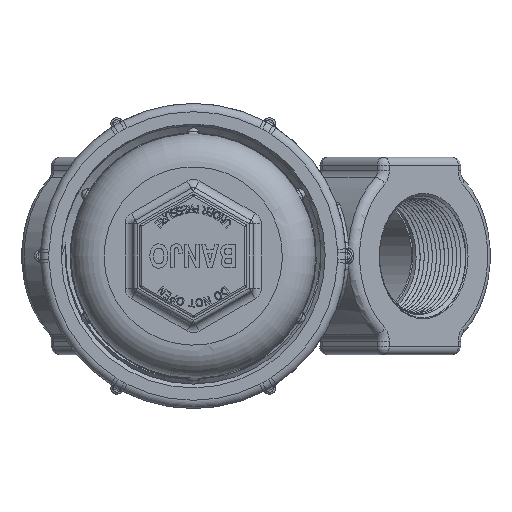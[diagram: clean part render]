
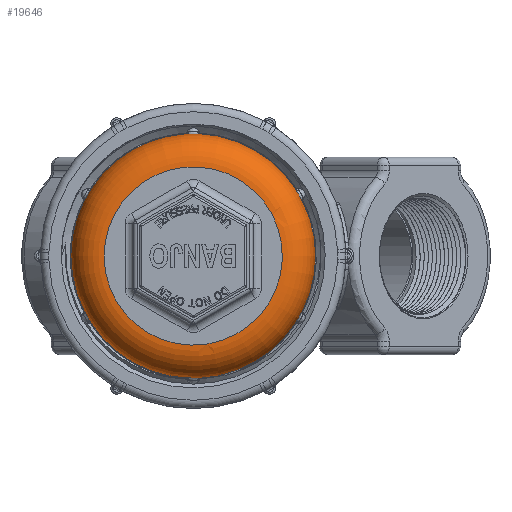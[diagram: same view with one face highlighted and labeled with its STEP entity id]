
A CAD part, front view. The second image highlights one B-rep face of the part: STEP entity #19646.
In plain terms, the highlighted toroidal (fillet/blend) face has major radius 34.319 mm and minor radius 12.7 mm.
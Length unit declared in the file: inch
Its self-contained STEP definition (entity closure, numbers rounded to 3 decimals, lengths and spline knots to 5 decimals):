
#214=TOROIDAL_SURFACE('',#21607,1.35115,0.5);
#4046=CIRCLE('',#21390,1.35115);
#4162=CIRCLE('',#21608,1.85115);
#4163=CIRCLE('',#21609,1.85115);
#4164=CIRCLE('',#21610,1.85115);
#4165=CIRCLE('',#21611,1.85115);
#4166=CIRCLE('',#21612,1.85115);
#4167=CIRCLE('',#21613,1.85115);
#4321=FACE_BOUND('',#6294,.T.);
#5037=FACE_OUTER_BOUND('',#6293,.T.);
#6293=EDGE_LOOP('',(#15891,#15892,#15893,#15894,#15895,#15896,#15897,#15898,
#15899,#15900,#15901,#15902));
#6294=EDGE_LOOP('',(#15903));
#7186=B_SPLINE_CURVE_WITH_KNOTS('',3,(#40978,#40979,#40980,#40981,#40982,
#40983),.UNSPECIFIED.,.F.,.F.,(4,1,1,4),(-2.97563,-2.70553,
-2.52547,-2.3454),.UNSPECIFIED.);
#7190=B_SPLINE_CURVE_WITH_KNOTS('',3,(#41040,#41041,#41042,#41043,#41044,
#41045),.UNSPECIFIED.,.F.,.F.,(4,1,1,4),(-0.63023,-0.45016,
-0.2701,0.),.UNSPECIFIED.);
#7191=B_SPLINE_CURVE_WITH_KNOTS('',3,(#41049,#41050,#41051,#41052,#41053,
#41054),.UNSPECIFIED.,.F.,.F.,(4,1,1,4),(-2.97563,-2.79557,
-2.6155,-2.3454),.UNSPECIFIED.);
#7192=B_SPLINE_CURVE_WITH_KNOTS('',3,(#41058,#41059,#41060,#41061,#41062,
#41063),.UNSPECIFIED.,.F.,.F.,(4,1,1,4),(-2.97563,-2.79557,
-2.6155,-2.3454),.UNSPECIFIED.);
#7193=B_SPLINE_CURVE_WITH_KNOTS('',3,(#41067,#41068,#41069,#41070,#41071,
#41072),.UNSPECIFIED.,.F.,.F.,(4,1,1,4),(-0.63023,-0.45016,
-0.2701,0.),.UNSPECIFIED.);
#7194=B_SPLINE_CURVE_WITH_KNOTS('',3,(#41076,#41077,#41078,#41079,#41080,
#41081),.UNSPECIFIED.,.F.,.F.,(4,1,1,4),(-2.97563,-2.79557,
-2.6155,-2.3454),.UNSPECIFIED.);
#8780=VERTEX_POINT('',#40139);
#8911=VERTEX_POINT('',#40935);
#8913=VERTEX_POINT('',#40976);
#8914=VERTEX_POINT('',#41037);
#8915=VERTEX_POINT('',#41039);
#8916=VERTEX_POINT('',#41046);
#8917=VERTEX_POINT('',#41048);
#8918=VERTEX_POINT('',#41055);
#8919=VERTEX_POINT('',#41057);
#8920=VERTEX_POINT('',#41064);
#8921=VERTEX_POINT('',#41066);
#8922=VERTEX_POINT('',#41073);
#8923=VERTEX_POINT('',#41075);
#11154=EDGE_CURVE('',#8780,#8780,#4046,.T.);
#11386=EDGE_CURVE('',#8913,#8911,#7186,.T.);
#11392=EDGE_CURVE('',#8914,#8913,#4162,.T.);
#11393=EDGE_CURVE('',#8915,#8914,#7190,.T.);
#11394=EDGE_CURVE('',#8916,#8915,#4163,.T.);
#11395=EDGE_CURVE('',#8917,#8916,#7191,.T.);
#11396=EDGE_CURVE('',#8918,#8917,#4164,.T.);
#11397=EDGE_CURVE('',#8919,#8918,#7192,.T.);
#11398=EDGE_CURVE('',#8920,#8919,#4165,.T.);
#11399=EDGE_CURVE('',#8921,#8920,#7193,.T.);
#11400=EDGE_CURVE('',#8922,#8921,#4166,.T.);
#11401=EDGE_CURVE('',#8923,#8922,#7194,.T.);
#11402=EDGE_CURVE('',#8911,#8923,#4167,.T.);
#15891=ORIENTED_EDGE('',*,*,#11386,.F.);
#15892=ORIENTED_EDGE('',*,*,#11392,.F.);
#15893=ORIENTED_EDGE('',*,*,#11393,.F.);
#15894=ORIENTED_EDGE('',*,*,#11394,.F.);
#15895=ORIENTED_EDGE('',*,*,#11395,.F.);
#15896=ORIENTED_EDGE('',*,*,#11396,.F.);
#15897=ORIENTED_EDGE('',*,*,#11397,.F.);
#15898=ORIENTED_EDGE('',*,*,#11398,.F.);
#15899=ORIENTED_EDGE('',*,*,#11399,.F.);
#15900=ORIENTED_EDGE('',*,*,#11400,.F.);
#15901=ORIENTED_EDGE('',*,*,#11401,.F.);
#15902=ORIENTED_EDGE('',*,*,#11402,.F.);
#15903=ORIENTED_EDGE('',*,*,#11154,.T.);
#19646=ADVANCED_FACE('',(#5037,#4321),#214,.T.);
#21390=AXIS2_PLACEMENT_3D('',#40140,#24793,#24794);
#21607=AXIS2_PLACEMENT_3D('',#41036,#25317,#25318);
#21608=AXIS2_PLACEMENT_3D('',#41038,#25319,#25320);
#21609=AXIS2_PLACEMENT_3D('',#41047,#25321,#25322);
#21610=AXIS2_PLACEMENT_3D('',#41056,#25323,#25324);
#21611=AXIS2_PLACEMENT_3D('',#41065,#25325,#25326);
#21612=AXIS2_PLACEMENT_3D('',#41074,#25327,#25328);
#21613=AXIS2_PLACEMENT_3D('',#41082,#25329,#25330);
#24793=DIRECTION('center_axis',(0.,1.,0.));
#24794=DIRECTION('ref_axis',(-1.,0.,0.));
#25317=DIRECTION('center_axis',(0.,1.,0.));
#25318=DIRECTION('ref_axis',(0.,0.,1.));
#25319=DIRECTION('center_axis',(0.,1.,0.));
#25320=DIRECTION('ref_axis',(-1.,0.,0.));
#25321=DIRECTION('center_axis',(0.,1.,0.));
#25322=DIRECTION('ref_axis',(-1.,0.,0.));
#25323=DIRECTION('center_axis',(0.,1.,0.));
#25324=DIRECTION('ref_axis',(-1.,0.,0.));
#25325=DIRECTION('center_axis',(0.,1.,0.));
#25326=DIRECTION('ref_axis',(-1.,0.,0.));
#25327=DIRECTION('center_axis',(0.,1.,0.));
#25328=DIRECTION('ref_axis',(-1.,0.,0.));
#25329=DIRECTION('center_axis',(0.,1.,0.));
#25330=DIRECTION('ref_axis',(-1.,0.,0.));
#40139=CARTESIAN_POINT('',(-1.35115,-3.44,0.));
#40140=CARTESIAN_POINT('Origin',(0.,-3.44,0.));
#40935=CARTESIAN_POINT('',(-1.54725,-2.94,1.01625));
#40976=CARTESIAN_POINT('',(-1.65373,-2.94,0.83183));
#40978=CARTESIAN_POINT('Ctrl Pts',(-1.65373,-2.94,
0.83183));
#40979=CARTESIAN_POINT('Ctrl Pts',(-1.64357,-2.9639,0.85202));
#40980=CARTESIAN_POINT('Ctrl Pts',(-1.61605,-2.99004,
0.89903));
#40981=CARTESIAN_POINT('Ctrl Pts',(-1.5753,-2.98083,
0.97004));
#40982=CARTESIAN_POINT('Ctrl Pts',(-1.55551,-2.9559,
1.00368));
#40983=CARTESIAN_POINT('Ctrl Pts',(-1.54725,-2.94,
1.01625));
#41036=CARTESIAN_POINT('Origin',(0.,-2.94,0.));
#41037=CARTESIAN_POINT('',(-1.65373,-2.94,-0.83183));
#41038=CARTESIAN_POINT('Origin',(0.,-2.94,0.));
#41039=CARTESIAN_POINT('',(-1.54725,-2.94,-1.01625));
#41040=CARTESIAN_POINT('Ctrl Pts',(-1.54725,-2.94,
-1.01625));
#41041=CARTESIAN_POINT('Ctrl Pts',(-1.55552,-2.95593,
-1.00366));
#41042=CARTESIAN_POINT('Ctrl Pts',(-1.5753,-2.98081,
-0.97004));
#41043=CARTESIAN_POINT('Ctrl Pts',(-1.61605,-2.99004,
-0.89902));
#41044=CARTESIAN_POINT('Ctrl Pts',(-1.64359,-2.96386,
-0.85199));
#41045=CARTESIAN_POINT('Ctrl Pts',(-1.65373,-2.94,
-0.83183));
#41046=CARTESIAN_POINT('',(-0.10647,-2.94,-1.84809));
#41047=CARTESIAN_POINT('Origin',(0.,-2.94,0.));
#41048=CARTESIAN_POINT('',(0.10647,-2.94,-1.84809));
#41049=CARTESIAN_POINT('Ctrl Pts',(0.10647,-2.94,
-1.84809));
#41050=CARTESIAN_POINT('Ctrl Pts',(0.09143,-2.95593,
-1.84895));
#41051=CARTESIAN_POINT('Ctrl Pts',(0.05244,-2.98081,
-1.84927));
#41052=CARTESIAN_POINT('Ctrl Pts',(-0.02945,-2.99004,
-1.84906));
#41053=CARTESIAN_POINT('Ctrl Pts',(-0.08395,-2.96386,
-1.84938));
#41054=CARTESIAN_POINT('Ctrl Pts',(-0.10647,-2.94,
-1.84809));
#41055=CARTESIAN_POINT('',(1.54725,-2.94,-1.01625));
#41056=CARTESIAN_POINT('Origin',(0.,-2.94,0.));
#41057=CARTESIAN_POINT('',(1.65373,-2.94,-0.83183));
#41058=CARTESIAN_POINT('Ctrl Pts',(1.65373,-2.94,-0.83183));
#41059=CARTESIAN_POINT('Ctrl Pts',(1.64696,-2.95593,-0.84529));
#41060=CARTESIAN_POINT('Ctrl Pts',(1.62773,-2.98081,-0.87922));
#41061=CARTESIAN_POINT('Ctrl Pts',(1.5866,-2.99004,-0.95003));
#41062=CARTESIAN_POINT('Ctrl Pts',(1.55964,-2.96386,-0.9974));
#41063=CARTESIAN_POINT('Ctrl Pts',(1.54725,-2.94,-1.01625));
#41064=CARTESIAN_POINT('',(1.65373,-2.94,0.83183));
#41065=CARTESIAN_POINT('Origin',(0.,-2.94,0.));
#41066=CARTESIAN_POINT('',(1.54725,-2.94,1.01625));
#41067=CARTESIAN_POINT('Ctrl Pts',(1.54725,-2.94,1.01625));
#41068=CARTESIAN_POINT('Ctrl Pts',(1.55552,-2.95593,1.00366));
#41069=CARTESIAN_POINT('Ctrl Pts',(1.5753,-2.98081,0.97004));
#41070=CARTESIAN_POINT('Ctrl Pts',(1.61605,-2.99004,0.89902));
#41071=CARTESIAN_POINT('Ctrl Pts',(1.64359,-2.96386,0.85199));
#41072=CARTESIAN_POINT('Ctrl Pts',(1.65373,-2.94,0.83183));
#41073=CARTESIAN_POINT('',(0.10647,-2.94,1.84809));
#41074=CARTESIAN_POINT('Origin',(0.,-2.94,0.));
#41075=CARTESIAN_POINT('',(-0.10647,-2.94,1.84809));
#41076=CARTESIAN_POINT('Ctrl Pts',(-0.10647,-2.94,
1.84809));
#41077=CARTESIAN_POINT('Ctrl Pts',(-0.09143,-2.95593,
1.84895));
#41078=CARTESIAN_POINT('Ctrl Pts',(-0.05244,-2.98081,
1.84927));
#41079=CARTESIAN_POINT('Ctrl Pts',(0.02945,-2.99004,
1.84906));
#41080=CARTESIAN_POINT('Ctrl Pts',(0.08395,-2.96386,
1.84938));
#41081=CARTESIAN_POINT('Ctrl Pts',(0.10647,-2.94,
1.84809));
#41082=CARTESIAN_POINT('Origin',(0.,-2.94,0.));
